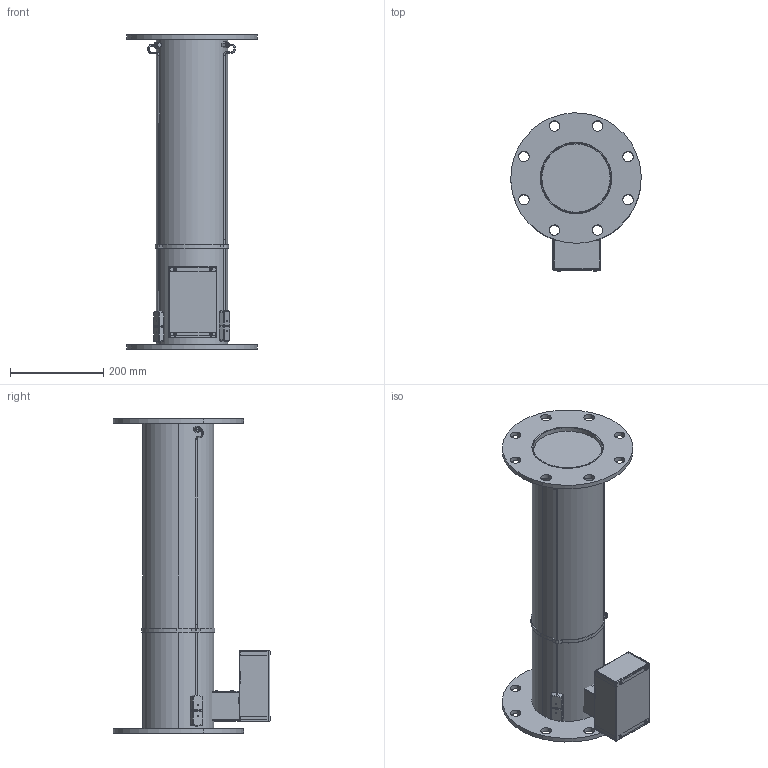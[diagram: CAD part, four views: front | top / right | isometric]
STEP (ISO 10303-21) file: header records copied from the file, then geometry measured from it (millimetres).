
FILE_DESCRIPTION (( 'STEP AP203' ), '1' );
FILE_NAME ('FT600-FL1-FL1-TF2 SEP2017 203.STEP', '2017-09-01T16:05:26', ( '' ), ( '' ), 'SwSTEP 2.0', 'SolidWorks 2017', '' );
FILE_SCHEMA (( 'CONFIG_CONTROL_DESIGN' ));
Length unit declared in the file: inch
Products named in the file (1): FT600-FL1-FL1-TF2 SEP2017 203
Bounding box: 279.13 x 337.74 x 673.1 mm (x, y, z)
Volume: 1734085.8 mm3; surface area: 1133490 mm2
Topology: 40 solids, 40 shells, 1165 faces, 2878 edges, 1788 vertices
Faces by surface type: cylinder 480, plane 371, cone 218, bspline 88, torus 8
Entity records: 36525 total; most frequent: CARTESIAN_POINT 8340, DIRECTION 6198, ORIENTED_EDGE 5692, EDGE_CURVE 2846, AXIS2_PLACEMENT_3D 2434, VERTEX_POINT 1788, CIRCLE 1356, EDGE_LOOP 1346
